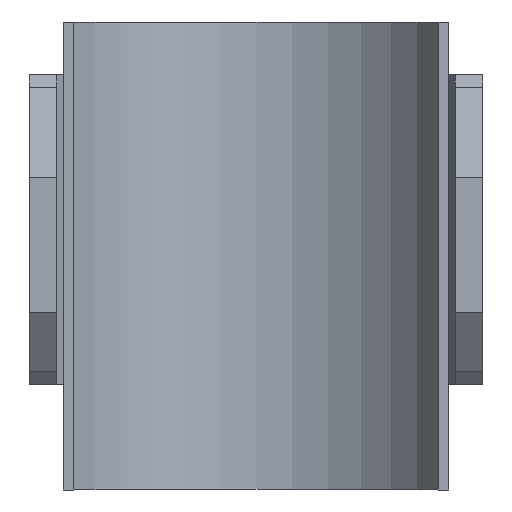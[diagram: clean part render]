
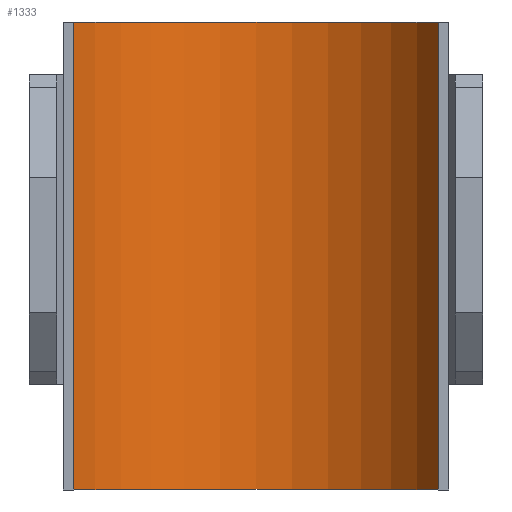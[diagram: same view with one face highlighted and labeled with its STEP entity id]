
A CAD part, front view. The second image highlights one B-rep face of the part: STEP entity #1333.
In plain terms, the highlighted cylindrical face has radius 15.5 mm (diameter 31 mm), a partial arc.
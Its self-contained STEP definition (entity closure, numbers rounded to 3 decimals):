
#376 = CYLINDRICAL_SURFACE ( 'NONE', #6903, 15.5 ) ;
#741 = DIRECTION ( 'NONE',  ( 0., 0., -1. ) ) ;
#1333 = ADVANCED_FACE ( 'NONE', ( #4822 ), #376, .F. ) ;
#2073 = ORIENTED_EDGE ( 'NONE', *, *, #9472, .F. ) ;
#2234 = DIRECTION ( 'NONE',  ( 0., 0., -1. ) ) ;
#2672 = CIRCLE ( 'NONE', #5332, 15.5 ) ;
#2931 = LINE ( 'NONE', #9281, #5195 ) ;
#3084 = AXIS2_PLACEMENT_3D ( 'NONE', #9678, #8120, #4344 ) ;
#3870 = CARTESIAN_POINT ( 'NONE',  ( -13.276, -7.5, 17. ) ) ;
#4150 = CARTESIAN_POINT ( 'NONE',  ( 13.276, -7.5, -17. ) ) ;
#4304 = CARTESIAN_POINT ( 'NONE',  ( -13.276, -7.5, 17. ) ) ;
#4344 = DIRECTION ( 'NONE',  ( 1., 0., 0. ) ) ;
#4822 = FACE_OUTER_BOUND ( 'NONE', #10967, .T. ) ;
#5195 = VECTOR ( 'NONE', #11304, 1000. ) ;
#5332 = AXIS2_PLACEMENT_3D ( 'NONE', #8873, #741, #8930 ) ;
#5841 = DIRECTION ( 'NONE',  ( -1., 0., 0. ) ) ;
#6467 = DIRECTION ( 'NONE',  ( 0., 0., -1. ) ) ;
#6622 = VERTEX_POINT ( 'NONE', #4304 ) ;
#6708 = LINE ( 'NONE', #3870, #9669 ) ;
#6882 = EDGE_CURVE ( 'NONE', #6622, #7445, #6708, .T. ) ;
#6903 = AXIS2_PLACEMENT_3D ( 'NONE', #7619, #2234, #5841 ) ;
#7445 = VERTEX_POINT ( 'NONE', #9411 ) ;
#7520 = ORIENTED_EDGE ( 'NONE', *, *, #11563, .T. ) ;
#7619 = CARTESIAN_POINT ( 'NONE',  ( 0., -15.5, 17. ) ) ;
#8120 = DIRECTION ( 'NONE',  ( 0., 0., -1. ) ) ;
#8188 = ORIENTED_EDGE ( 'NONE', *, *, #6882, .T. ) ;
#8271 = VERTEX_POINT ( 'NONE', #4150 ) ;
#8366 = CARTESIAN_POINT ( 'NONE',  ( 13.276, -7.5, 17. ) ) ;
#8873 = CARTESIAN_POINT ( 'NONE',  ( 0., -15.5, -17. ) ) ;
#8930 = DIRECTION ( 'NONE',  ( 1., 0., 0. ) ) ;
#9014 = EDGE_CURVE ( 'NONE', #6622, #11207, #10687, .T. ) ;
#9281 = CARTESIAN_POINT ( 'NONE',  ( 13.276, -7.5, 17. ) ) ;
#9411 = CARTESIAN_POINT ( 'NONE',  ( -13.276, -7.5, -17. ) ) ;
#9472 = EDGE_CURVE ( 'NONE', #11207, #8271, #2931, .T. ) ;
#9669 = VECTOR ( 'NONE', #6467, 1000. ) ;
#9678 = CARTESIAN_POINT ( 'NONE',  ( 0., -15.5, 17. ) ) ;
#10687 = CIRCLE ( 'NONE', #3084, 15.5 ) ;
#10967 = EDGE_LOOP ( 'NONE', ( #7520, #2073, #10974, #8188 ) ) ;
#10974 = ORIENTED_EDGE ( 'NONE', *, *, #9014, .F. ) ;
#11207 = VERTEX_POINT ( 'NONE', #8366 ) ;
#11304 = DIRECTION ( 'NONE',  ( 0., 0., -1. ) ) ;
#11563 = EDGE_CURVE ( 'NONE', #7445, #8271, #2672, .T. ) ;
